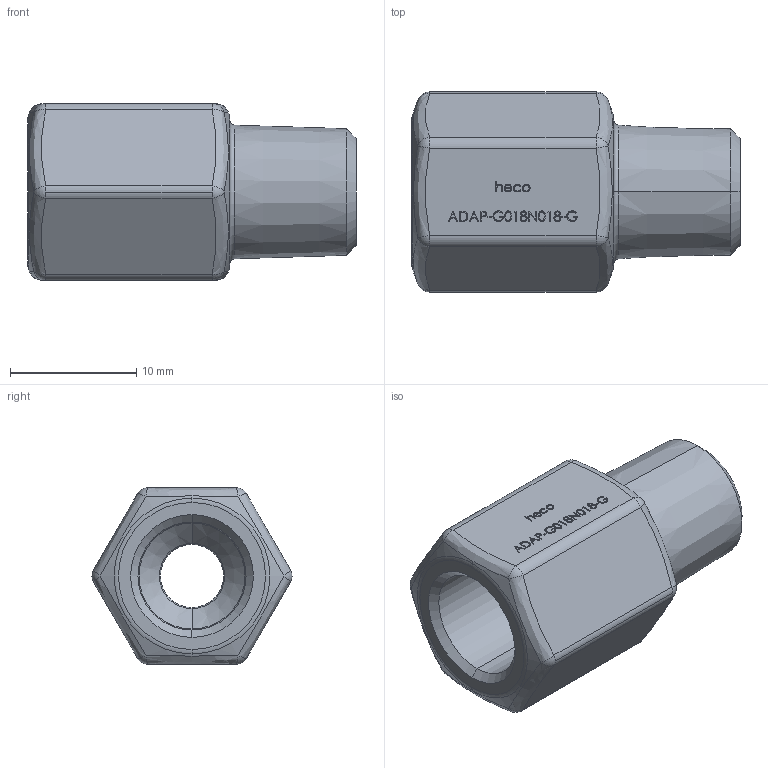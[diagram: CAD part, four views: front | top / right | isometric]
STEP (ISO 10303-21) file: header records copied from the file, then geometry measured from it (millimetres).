
FILE_DESCRIPTION (( 'STEP AP214' ), '1' );
FILE_NAME ('ADAP-G018N018-G Adapter.STEP', '2018-06-26T07:14:58', ( '' ), ( '' ), 'SwSTEP 2.0', 'SolidWorks 2016', '' );
FILE_SCHEMA (( 'AUTOMOTIVE_DESIGN' ));
Length unit declared in the file: millimetre
Products named in the file (1): ADAP-G018N018-G Adapter
Bounding box: 26 x 15.86 x 14 mm (x, y, z)
Volume: 2608.7 mm3; surface area: 1789 mm2
Topology: 1 solids, 1 shells, 358 faces, 904 edges, 582 vertices
Faces by surface type: bspline 165, plane 146, torus 12, cone 12, sphere 12, cylinder 11
Entity records: 21996 total; most frequent: CARTESIAN_POINT 12030, ORIENTED_EDGE 1796, DIRECTION 1034, EDGE_CURVE 898, VERTEX_POINT 580, LINE 482, VECTOR 482, EDGE_LOOP 398
